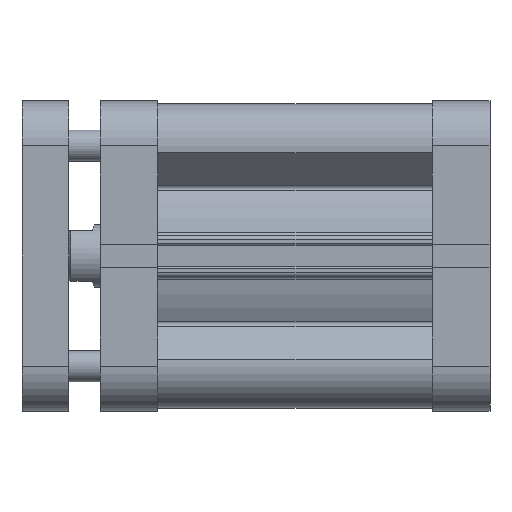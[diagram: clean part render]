
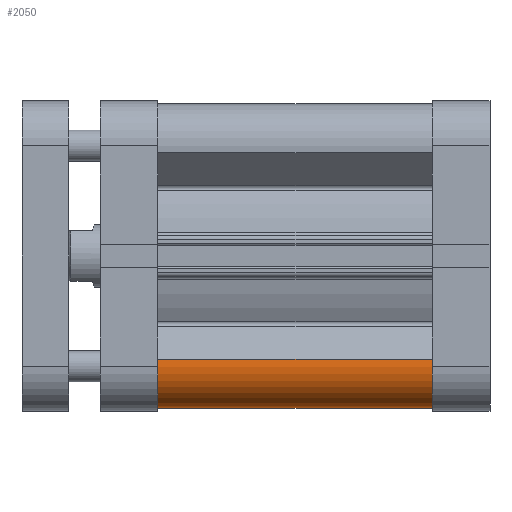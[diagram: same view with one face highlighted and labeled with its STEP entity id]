
A CAD part, front view. The second image highlights one B-rep face of the part: STEP entity #2050.
In plain terms, the highlighted cylindrical face has radius 10.75 mm (diameter 21.5 mm), a partial arc.
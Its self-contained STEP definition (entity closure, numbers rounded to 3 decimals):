
#828 = VERTEX_POINT ( 'NONE', #1398 ) ;
#829 = VERTEX_POINT ( 'NONE', #1399 ) ;
#830 = VERTEX_POINT ( 'NONE', #1400 ) ;
#831 = VERTEX_POINT ( 'NONE', #1401 ) ;
#1398 = CARTESIAN_POINT ( 'NONE',  ( -39., -28.25, 70.5 ) ) ;
#1399 = CARTESIAN_POINT ( 'NONE',  ( -26.479, -38.853, 70.5 ) ) ;
#1400 = CARTESIAN_POINT ( 'NONE',  ( -39., -28.25, 0. ) ) ;
#1401 = CARTESIAN_POINT ( 'NONE',  ( -26.479, -38.853, 0. ) ) ;
#1730 = DIRECTION ( 'NONE',  ( -1., 0., 0. ) ) ;
#1731 = DIRECTION ( 'NONE',  ( 0., 0., -1. ) ) ;
#1732 = CARTESIAN_POINT ( 'NONE',  ( -28.25, -28.25, 70.5 ) ) ;
#2050 = ADVANCED_FACE ( 'NONE', ( #5419 ), #5422, .T. ) ;
#2629 = EDGE_LOOP ( 'NONE', ( #4104, #4103, #4102, #4101 ) ) ;
#3053 = EDGE_CURVE ( 'NONE', #830, #831, #8814, .T. ) ;
#3062 = EDGE_CURVE ( 'NONE', #828, #830, #8821, .T. ) ;
#3063 = EDGE_CURVE ( 'NONE', #828, #829, #8829, .T. ) ;
#3064 = EDGE_CURVE ( 'NONE', #829, #831, #8825, .T. ) ;
#3417 = AXIS2_PLACEMENT_3D ( 'NONE', #1732, #1731, #1730 ) ;
#3819 = AXIS2_PLACEMENT_3D ( 'NONE', #7859, #7860, #7861 ) ;
#3825 = AXIS2_PLACEMENT_3D ( 'NONE', #7876, #7884, #7885 ) ;
#4101 = ORIENTED_EDGE ( 'NONE', *, *, #3064, .F. ) ;
#4102 = ORIENTED_EDGE ( 'NONE', *, *, #3053, .T. ) ;
#4103 = ORIENTED_EDGE ( 'NONE', *, *, #3062, .T. ) ;
#4104 = ORIENTED_EDGE ( 'NONE', *, *, #3063, .F. ) ;
#5419 = FACE_OUTER_BOUND ( 'NONE', #2629, .T. ) ;
#5422 = CYLINDRICAL_SURFACE ( 'NONE', #3417, 10.75 ) ;
#7859 = CARTESIAN_POINT ( 'NONE',  ( -28.25, -28.25, 0. ) ) ;
#7860 = DIRECTION ( 'NONE',  ( 0., 0., 1. ) ) ;
#7861 = DIRECTION ( 'NONE',  ( -1., 0., 0. ) ) ;
#7876 = CARTESIAN_POINT ( 'NONE',  ( -28.25, -28.25, 70.5 ) ) ;
#7882 = CARTESIAN_POINT ( 'NONE',  ( -39., -28.25, 70.5 ) ) ;
#7883 = DIRECTION ( 'NONE',  ( 0., 0., -1. ) ) ;
#7884 = DIRECTION ( 'NONE',  ( 0., 0., 1. ) ) ;
#7885 = DIRECTION ( 'NONE',  ( -1., 0., 0. ) ) ;
#7887 = CARTESIAN_POINT ( 'NONE',  ( -26.479, -38.853, 70.5 ) ) ;
#7888 = DIRECTION ( 'NONE',  ( 0., 0., -1. ) ) ;
#8814 = CIRCLE ( 'NONE', #3819, 10.75 ) ;
#8821 = LINE ( 'NONE', #7882, #8822 ) ;
#8822 = VECTOR ( 'NONE', #7883, 1000. ) ;
#8825 = LINE ( 'NONE', #7887, #8826 ) ;
#8826 = VECTOR ( 'NONE', #7888, 1000. ) ;
#8829 = CIRCLE ( 'NONE', #3825, 10.75 ) ;
